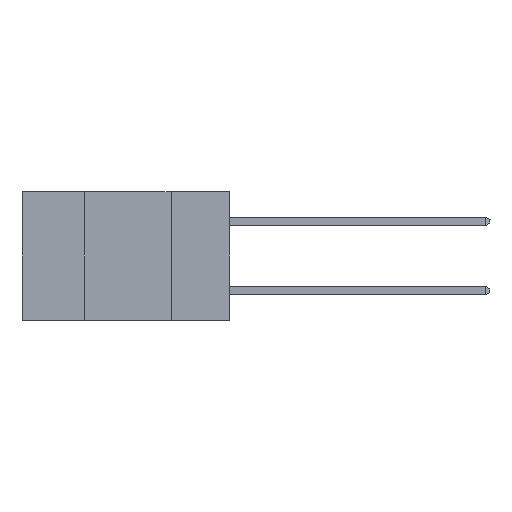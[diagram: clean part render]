
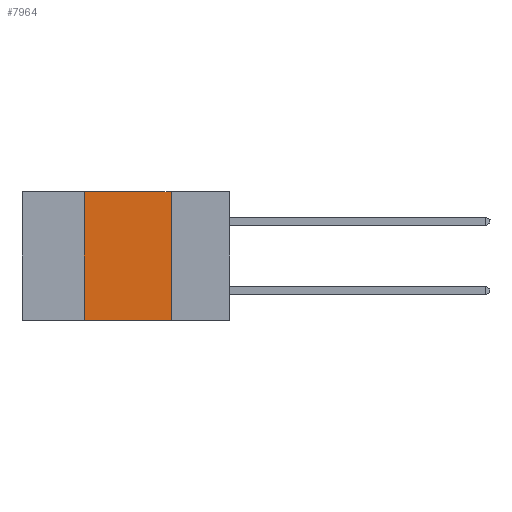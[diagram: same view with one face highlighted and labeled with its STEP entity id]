
A CAD part, left-side view. The second image highlights one B-rep face of the part: STEP entity #7964.
In plain terms, the highlighted planar face has unit normal (-1, 0, 0).
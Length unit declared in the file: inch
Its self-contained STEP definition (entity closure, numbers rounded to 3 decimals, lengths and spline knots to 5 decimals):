
#45 = VECTOR ( 'NONE', #5403, 39.37008 ) ;
#142 = FACE_OUTER_BOUND ( 'NONE', #8052, .T. ) ;
#281 = CARTESIAN_POINT ( 'NONE',  ( 0., 0.17, -0.37 ) ) ;
#362 = DIRECTION ( 'NONE',  ( 1., 0., 0. ) ) ;
#450 = CARTESIAN_POINT ( 'NONE',  ( 0., 0.6, -0.37 ) ) ;
#1493 = VERTEX_POINT ( 'NONE', #10513 ) ;
#1506 = ORIENTED_EDGE ( 'NONE', *, *, #2020, .F. ) ;
#2020 = EDGE_CURVE ( 'NONE', #1493, #8296, #2245, .T. ) ;
#2233 = VECTOR ( 'NONE', #6022, 39.37008 ) ;
#2245 = LINE ( 'NONE', #281, #11175 ) ;
#3067 = CARTESIAN_POINT ( 'NONE',  ( 0., 0.6, 0. ) ) ;
#3201 = EDGE_CURVE ( 'NONE', #9965, #1493, #7671, .T. ) ;
#3351 = CARTESIAN_POINT ( 'NONE',  ( 0., 0.6, 0. ) ) ;
#3731 = ORIENTED_EDGE ( 'NONE', *, *, #8363, .T. ) ;
#3795 = DIRECTION ( 'NONE',  ( 0., 0., -1. ) ) ;
#4569 = EDGE_CURVE ( 'NONE', #8776, #9965, #7954, .T. ) ;
#4674 = DIRECTION ( 'NONE',  ( 0., 0., -1. ) ) ;
#5102 = CARTESIAN_POINT ( 'NONE',  ( 0., 0.42, 0. ) ) ;
#5403 = DIRECTION ( 'NONE',  ( 0., 0., 1. ) ) ;
#5930 = ORIENTED_EDGE ( 'NONE', *, *, #3201, .F. ) ;
#6022 = DIRECTION ( 'NONE',  ( 0., -1., 0. ) ) ;
#7299 = CARTESIAN_POINT ( 'NONE',  ( 0., 0.17, -0.37 ) ) ;
#7671 = LINE ( 'NONE', #3351, #2233 ) ;
#7954 = LINE ( 'NONE', #10561, #45 ) ;
#7964 = ADVANCED_FACE ( 'NONE', ( #142 ), #9155, .F. ) ;
#8052 = EDGE_LOOP ( 'NONE', ( #1506, #5930, #8243, #3731 ) ) ;
#8243 = ORIENTED_EDGE ( 'NONE', *, *, #4569, .F. ) ;
#8296 = VERTEX_POINT ( 'NONE', #7299 ) ;
#8363 = EDGE_CURVE ( 'NONE', #8776, #8296, #9189, .T. ) ;
#8643 = AXIS2_PLACEMENT_3D ( 'NONE', #3067, #362, #4674 ) ;
#8776 = VERTEX_POINT ( 'NONE', #9233 ) ;
#9155 = PLANE ( 'NONE',  #8643 ) ;
#9189 = LINE ( 'NONE', #450, #9190 ) ;
#9190 = VECTOR ( 'NONE', #10935, 39.37008 ) ;
#9233 = CARTESIAN_POINT ( 'NONE',  ( 0., 0.42, -0.37 ) ) ;
#9965 = VERTEX_POINT ( 'NONE', #5102 ) ;
#10513 = CARTESIAN_POINT ( 'NONE',  ( 0., 0.17, 0. ) ) ;
#10561 = CARTESIAN_POINT ( 'NONE',  ( 0., 0.42, -0.37 ) ) ;
#10935 = DIRECTION ( 'NONE',  ( 0., -1., 0. ) ) ;
#11175 = VECTOR ( 'NONE', #3795, 39.37008 ) ;
